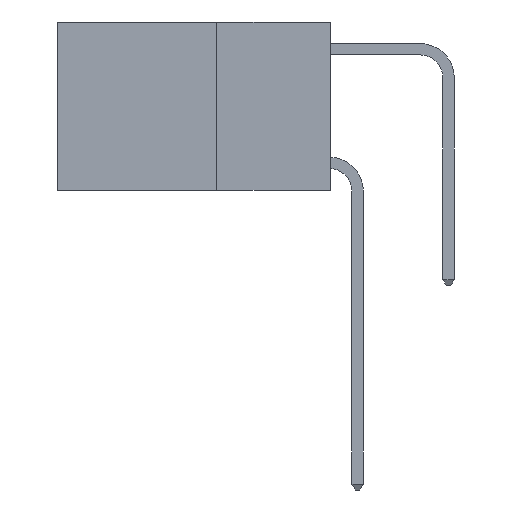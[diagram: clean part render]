
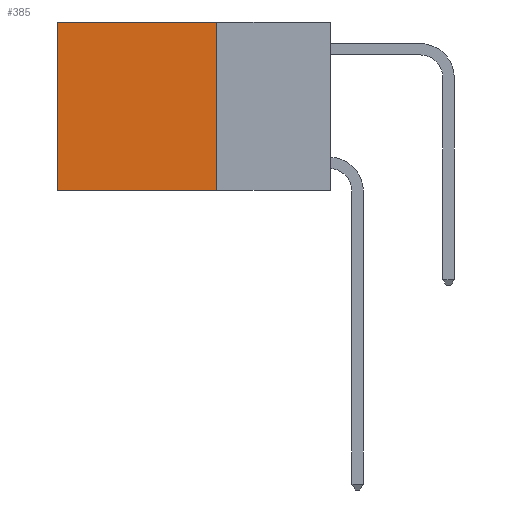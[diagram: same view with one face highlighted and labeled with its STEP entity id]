
A CAD part, left-side view. The second image highlights one B-rep face of the part: STEP entity #385.
In plain terms, the highlighted planar face has unit normal (-1, 0, 0).
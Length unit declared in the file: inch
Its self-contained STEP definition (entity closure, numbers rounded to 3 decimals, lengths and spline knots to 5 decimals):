
#175 = VECTOR ( 'NONE', #3942, 39.37008 ) ;
#275 = DIRECTION ( 'NONE',  ( 0., 1., 0. ) ) ;
#385 = ADVANCED_FACE ( 'NONE', ( #7016 ), #4701, .F. ) ;
#712 = ORIENTED_EDGE ( 'NONE', *, *, #10263, .F. ) ;
#850 = ORIENTED_EDGE ( 'NONE', *, *, #11504, .F. ) ;
#1475 = DIRECTION ( 'NONE',  ( 0., 0., -1. ) ) ;
#1629 = CARTESIAN_POINT ( 'NONE',  ( 0.2625, 0.6, 0. ) ) ;
#1910 = CARTESIAN_POINT ( 'NONE',  ( 0.2625, 0.25, 0. ) ) ;
#2075 = ORIENTED_EDGE ( 'NONE', *, *, #8741, .T. ) ;
#2125 = VERTEX_POINT ( 'NONE', #6102 ) ;
#2301 = ORIENTED_EDGE ( 'NONE', *, *, #4754, .T. ) ;
#2905 = EDGE_LOOP ( 'NONE', ( #2301, #712, #850, #2075 ) ) ;
#3284 = VERTEX_POINT ( 'NONE', #3628 ) ;
#3628 = CARTESIAN_POINT ( 'NONE',  ( 0.2625, 0.6, -0.37 ) ) ;
#3942 = DIRECTION ( 'NONE',  ( 0., 1., 0. ) ) ;
#4099 = VECTOR ( 'NONE', #275, 39.37008 ) ;
#4701 = PLANE ( 'NONE',  #11399 ) ;
#4754 = EDGE_CURVE ( 'NONE', #8981, #3284, #7347, .T. ) ;
#4855 = CARTESIAN_POINT ( 'NONE',  ( 0.2625, 0.25, 0. ) ) ;
#5786 = LINE ( 'NONE', #4855, #175 ) ;
#5807 = VERTEX_POINT ( 'NONE', #8595 ) ;
#6023 = CARTESIAN_POINT ( 'NONE',  ( 0.2625, 0.25, -0.37 ) ) ;
#6102 = CARTESIAN_POINT ( 'NONE',  ( 0.2625, 0.25, 0. ) ) ;
#6384 = DIRECTION ( 'NONE',  ( 0., 0., -1. ) ) ;
#7001 = VECTOR ( 'NONE', #12346, 39.37008 ) ;
#7016 = FACE_OUTER_BOUND ( 'NONE', #2905, .T. ) ;
#7347 = LINE ( 'NONE', #10968, #9866 ) ;
#8595 = CARTESIAN_POINT ( 'NONE',  ( 0.2625, 0.25, -0.37 ) ) ;
#8741 = EDGE_CURVE ( 'NONE', #2125, #8981, #5786, .T. ) ;
#8981 = VERTEX_POINT ( 'NONE', #1629 ) ;
#9506 = LINE ( 'NONE', #11386, #7001 ) ;
#9866 = VECTOR ( 'NONE', #1475, 39.37008 ) ;
#10263 = EDGE_CURVE ( 'NONE', #5807, #3284, #11307, .T. ) ;
#10679 = DIRECTION ( 'NONE',  ( 1., 0., 0. ) ) ;
#10968 = CARTESIAN_POINT ( 'NONE',  ( 0.2625, 0.6, 0. ) ) ;
#11307 = LINE ( 'NONE', #6023, #4099 ) ;
#11386 = CARTESIAN_POINT ( 'NONE',  ( 0.2625, 0.25, 0. ) ) ;
#11399 = AXIS2_PLACEMENT_3D ( 'NONE', #1910, #10679, #6384 ) ;
#11504 = EDGE_CURVE ( 'NONE', #2125, #5807, #9506, .T. ) ;
#12346 = DIRECTION ( 'NONE',  ( 0., 0., -1. ) ) ;
